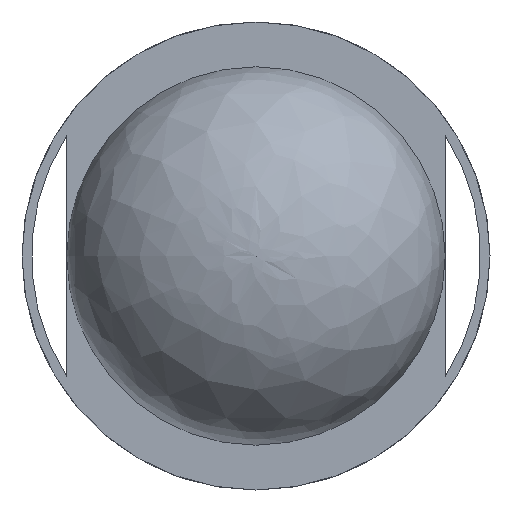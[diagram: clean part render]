
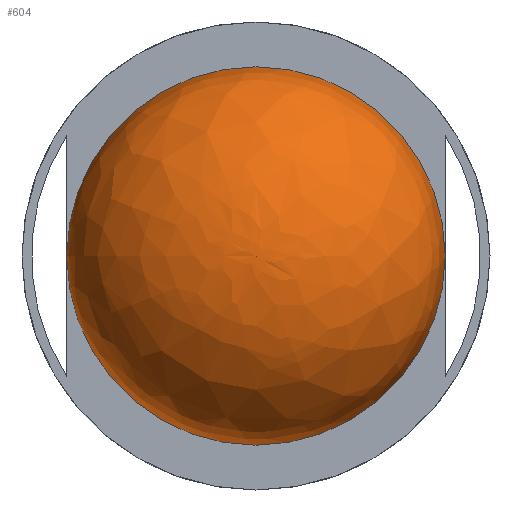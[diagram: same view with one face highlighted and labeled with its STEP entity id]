
A CAD part, front view. The second image highlights one B-rep face of the part: STEP entity #604.
In plain terms, the highlighted free-form (B-spline) face has degree [2, 2] with [3, 9] control points.
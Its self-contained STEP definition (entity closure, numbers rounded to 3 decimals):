
#158=FACE_OUTER_BOUND('',#187,.T.);
#187=EDGE_LOOP('',(#415,#416,#417,#418));
#222=CIRCLE('',#636,30.);
#223=CIRCLE('',#637,30.);
#259=ELLIPSE('',#635,30.,25.);
#260=VERTEX_POINT('',#916);
#261=VERTEX_POINT('',#917);
#262=VERTEX_POINT('',#919);
#321=EDGE_CURVE('',#260,#261,#259,.T.);
#322=EDGE_CURVE('',#262,#261,#222,.T.);
#323=EDGE_CURVE('',#261,#262,#223,.T.);
#415=ORIENTED_EDGE('',*,*,#321,.F.);
#416=ORIENTED_EDGE('',*,*,#321,.T.);
#417=ORIENTED_EDGE('',*,*,#322,.F.);
#418=ORIENTED_EDGE('',*,*,#323,.F.);
#603=(
BOUNDED_SURFACE()
B_SPLINE_SURFACE(2,2,((#889,#890,#891,#892,#893,#894,#895,#896,#897),(#898,
#899,#900,#901,#902,#903,#904,#905,#906),(#907,#908,#909,#910,#911,#912,
#913,#914,#915)),.UNSPECIFIED.,.F.,.T.,.F.)
B_SPLINE_SURFACE_WITH_KNOTS((3,3),(3,2,2,2,3),(-3.142,-1.571),
(0.,1.571,3.142,4.712,6.283),
 .UNSPECIFIED.)
GEOMETRIC_REPRESENTATION_ITEM()
RATIONAL_B_SPLINE_SURFACE(((1.,0.707,1.,0.707,1.,
0.707,1.,0.707,1.),(0.707,0.5,0.707,
0.5,0.707,0.5,0.707,0.5,0.707),(1.,
0.707,1.,0.707,1.,0.707,1.,0.707,
1.)))
REPRESENTATION_ITEM('')
SURFACE()
);
#604=ADVANCED_FACE('',(#158),#603,.T.);
#635=AXIS2_PLACEMENT_3D('',#918,#703,#704);
#636=AXIS2_PLACEMENT_3D('',#920,#705,#706);
#637=AXIS2_PLACEMENT_3D('',#921,#707,#708);
#703=DIRECTION('center_axis',(0.,0.,-1.));
#704=DIRECTION('ref_axis',(1.,0.,0.));
#705=DIRECTION('center_axis',(0.,1.,0.));
#706=DIRECTION('ref_axis',(-1.,0.,0.));
#707=DIRECTION('center_axis',(0.,1.,0.));
#708=DIRECTION('ref_axis',(-1.,0.,0.));
#889=CARTESIAN_POINT('Ctrl Pts',(-30.,76.,0.));
#890=CARTESIAN_POINT('Ctrl Pts',(-30.,76.,30.));
#891=CARTESIAN_POINT('Ctrl Pts',(0.,76.,30.));
#892=CARTESIAN_POINT('Ctrl Pts',(30.,76.,30.));
#893=CARTESIAN_POINT('Ctrl Pts',(30.,76.,0.));
#894=CARTESIAN_POINT('Ctrl Pts',(30.,76.,-30.));
#895=CARTESIAN_POINT('Ctrl Pts',(0.,76.,-30.));
#896=CARTESIAN_POINT('Ctrl Pts',(-30.,76.,-30.));
#897=CARTESIAN_POINT('Ctrl Pts',(-30.,76.,0.));
#898=CARTESIAN_POINT('Ctrl Pts',(-30.,51.,0.));
#899=CARTESIAN_POINT('Ctrl Pts',(-30.,51.,30.));
#900=CARTESIAN_POINT('Ctrl Pts',(0.,51.,30.));
#901=CARTESIAN_POINT('Ctrl Pts',(30.,51.,30.));
#902=CARTESIAN_POINT('Ctrl Pts',(30.,51.,0.));
#903=CARTESIAN_POINT('Ctrl Pts',(30.,51.,-30.));
#904=CARTESIAN_POINT('Ctrl Pts',(0.,51.,-30.));
#905=CARTESIAN_POINT('Ctrl Pts',(-30.,51.,-30.));
#906=CARTESIAN_POINT('Ctrl Pts',(-30.,51.,0.));
#907=CARTESIAN_POINT('Ctrl Pts',(0.,51.,0.));
#908=CARTESIAN_POINT('Ctrl Pts',(0.,51.,0.));
#909=CARTESIAN_POINT('Ctrl Pts',(0.,51.,0.));
#910=CARTESIAN_POINT('Ctrl Pts',(0.,51.,0.));
#911=CARTESIAN_POINT('Ctrl Pts',(0.,51.,0.));
#912=CARTESIAN_POINT('Ctrl Pts',(0.,51.,0.));
#913=CARTESIAN_POINT('Ctrl Pts',(0.,51.,0.));
#914=CARTESIAN_POINT('Ctrl Pts',(0.,51.,0.));
#915=CARTESIAN_POINT('Ctrl Pts',(0.,51.,0.));
#916=CARTESIAN_POINT('',(0.,51.,0.));
#917=CARTESIAN_POINT('',(-30.,76.,0.));
#918=CARTESIAN_POINT('Origin',(0.,76.,0.));
#919=CARTESIAN_POINT('',(30.,76.,0.));
#920=CARTESIAN_POINT('Origin',(0.,76.,0.));
#921=CARTESIAN_POINT('Origin',(0.,76.,0.));
